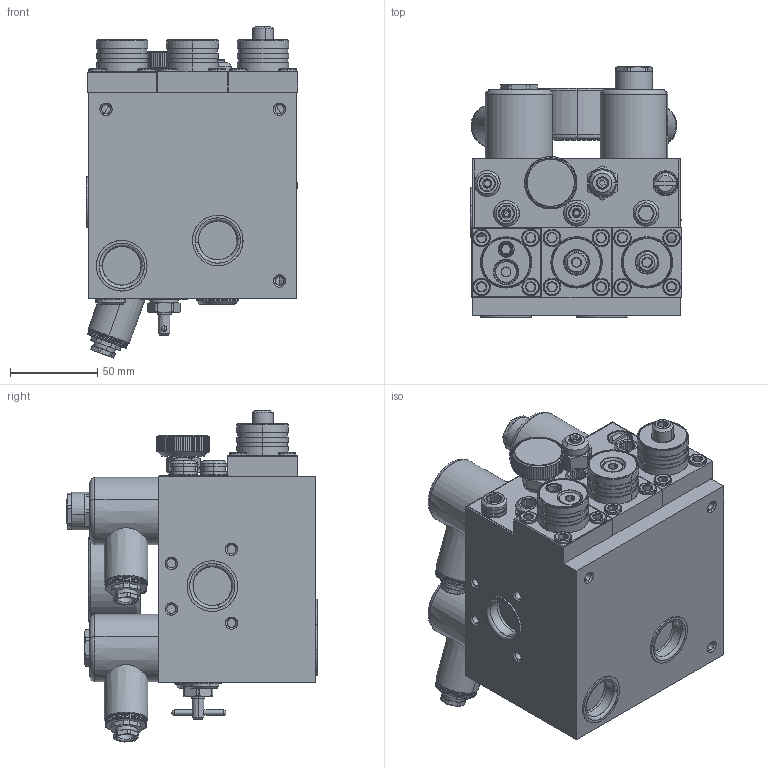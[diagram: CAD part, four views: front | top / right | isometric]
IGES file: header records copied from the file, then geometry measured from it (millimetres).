
Start section: SolidWorks IGES file using analytic representation for surfaces
Global section: file name: EV10_0_75.IGS; native system: SolidWorks 2014; preprocessor: SolidWorks 2014; author: P.Mehta; date: 140716.081948; units: millimetre
Bounding box: 121.45 x 143.9 x 190.37 mm (x, y, z)
Surface area: 146359.4 mm2 (no closed solid volume)
Topology: 0 solids, 0 shells, 1751 faces, 21352 edges, 21346 vertices
Faces by surface type: revolution 1010, bspline 741
